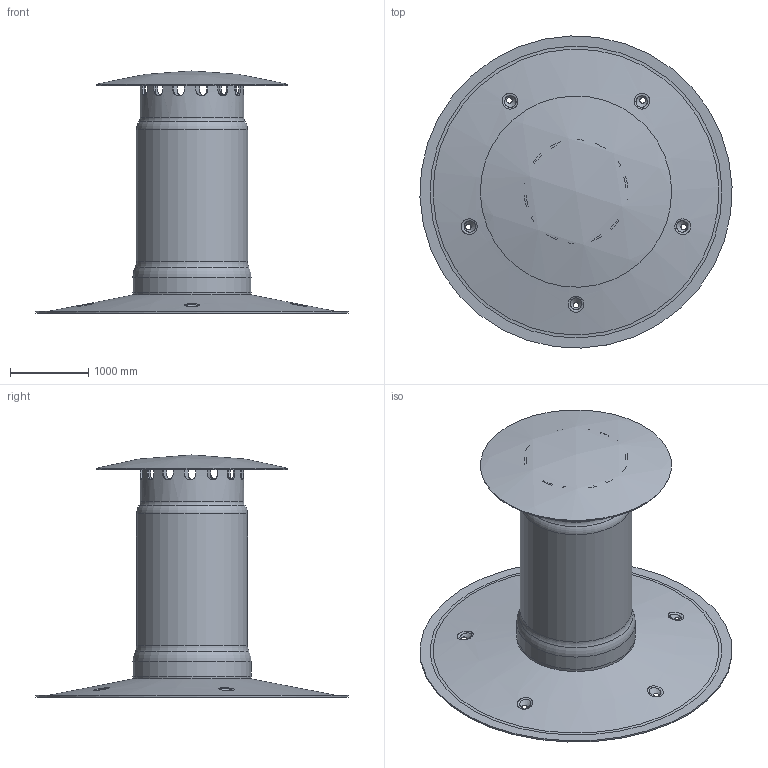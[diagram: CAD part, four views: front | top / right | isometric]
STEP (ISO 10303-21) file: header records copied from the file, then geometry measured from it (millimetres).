
FILE_DESCRIPTION(/* description */ (''),/* implementation_level */ '2;1');
FILE_NAME(/* name */ '01310.125X_3D.stp',/* time_stamp */ '2024-12-11T13:23:15+01:00',/* author */ ('CAD'),/* organization */ (''),/* preprocessor_version */ 'ST-DEVELOPER v20',/* originating_system */ 'AutoCAD Mechanical',/* authorisation */ '');
FILE_SCHEMA (('AUTOMOTIVE_DESIGN { 1 0 10303 214 3 1 1 }'));
Length unit declared in the file: centimetre
Products named in the file (2): Product; *S6
Assembly tree (1 placements, depth 2):
  Product
    *S6
Bounding box: 3997.56 x 3997.56 x 3100 mm (x, y, z)
Volume: 622376412.1 mm3; surface area: 56985399.4 mm2
Topology: 3 solids, 3 shells, 111 faces, 308 edges, 200 vertices
Faces by surface type: plane 45, cone 21, cylinder 21, torus 12, bspline 10, sphere 2
Full cylindrical faces by diameter (mm): 1280 x1, 1330 x1, 1380 x1, 1430 x1, 1470 x1, 1520 x1, 4000 x1
Entity records: 6398 total; most frequent: CARTESIAN_POINT 3539, ORIENTED_EDGE 616, DIRECTION 558, EDGE_CURVE 308, AXIS2_PLACEMENT_3D 208, VERTEX_POINT 200, LINE 142, VECTOR 142
